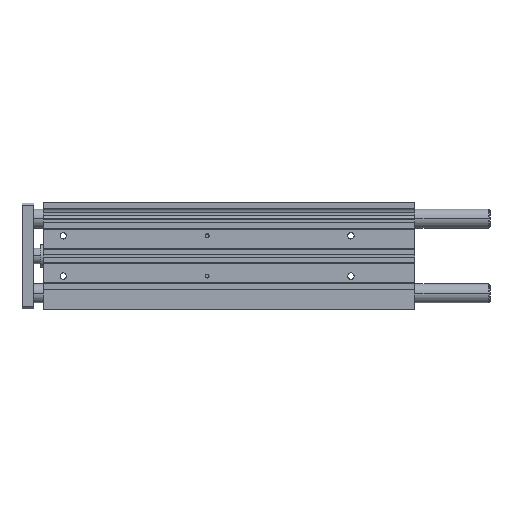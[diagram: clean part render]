
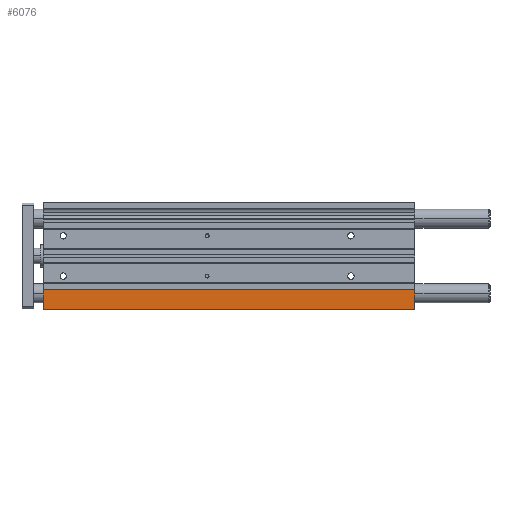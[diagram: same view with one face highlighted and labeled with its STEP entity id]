
A CAD part, top view. The second image highlights one B-rep face of the part: STEP entity #6076.
In plain terms, the highlighted planar face has unit normal (0, 0, 1).
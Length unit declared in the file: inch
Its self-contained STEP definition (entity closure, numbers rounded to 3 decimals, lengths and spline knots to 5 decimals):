
#1192 = LINE ( 'NONE', #2102, #8294 ) ;
#1200 = CARTESIAN_POINT ( 'NONE',  ( 15.25591, -1.3878, 0.94488 ) ) ;
#1207 = CARTESIAN_POINT ( 'NONE',  ( 15.25591, -1.3878, 0.94488 ) ) ;
#1313 = DIRECTION ( 'NONE',  ( 0., -1., 0. ) ) ;
#1770 = VERTEX_POINT ( 'NONE', #8934 ) ;
#2102 = CARTESIAN_POINT ( 'NONE',  ( 15.25591, -2.20472, 0.94488 ) ) ;
#2702 = ORIENTED_EDGE ( 'NONE', *, *, #9547, .F. ) ;
#2968 = VECTOR ( 'NONE', #4368, 39.37008 ) ;
#3126 = EDGE_LOOP ( 'NONE', ( #11297, #2702, #11192, #8452 ) ) ;
#3542 = EDGE_CURVE ( 'NONE', #4224, #1770, #5045, .T. ) ;
#3590 = DIRECTION ( 'NONE',  ( 0., -1., 0. ) ) ;
#3731 = CARTESIAN_POINT ( 'NONE',  ( 0., -2.20472, 0.94488 ) ) ;
#3858 = DIRECTION ( 'NONE',  ( -1., 0., 0. ) ) ;
#4224 = VERTEX_POINT ( 'NONE', #1200 ) ;
#4368 = DIRECTION ( 'NONE',  ( -1., 0., 0. ) ) ;
#5045 = LINE ( 'NONE', #5408, #2968 ) ;
#5408 = CARTESIAN_POINT ( 'NONE',  ( 15.25591, -1.3878, 0.94488 ) ) ;
#6076 = ADVANCED_FACE ( 'NONE', ( #11141 ), #7378, .F. ) ;
#6475 = EDGE_CURVE ( 'NONE', #4224, #10012, #7770, .T. ) ;
#7378 = PLANE ( 'NONE',  #10091 ) ;
#7770 = LINE ( 'NONE', #1207, #9502 ) ;
#8294 = VECTOR ( 'NONE', #3858, 39.37008 ) ;
#8297 = CARTESIAN_POINT ( 'NONE',  ( 15.25591, -2.20472, 0.94488 ) ) ;
#8452 = ORIENTED_EDGE ( 'NONE', *, *, #3542, .T. ) ;
#8909 = CARTESIAN_POINT ( 'NONE',  ( 15.25591, -1.3878, 0.94488 ) ) ;
#8934 = CARTESIAN_POINT ( 'NONE',  ( 0., -1.3878, 0.94488 ) ) ;
#9502 = VECTOR ( 'NONE', #9536, 39.37008 ) ;
#9536 = DIRECTION ( 'NONE',  ( 0., -1., 0. ) ) ;
#9547 = EDGE_CURVE ( 'NONE', #10012, #9971, #1192, .T. ) ;
#9620 = EDGE_CURVE ( 'NONE', #1770, #9971, #9639, .T. ) ;
#9639 = LINE ( 'NONE', #11464, #11211 ) ;
#9971 = VERTEX_POINT ( 'NONE', #3731 ) ;
#10012 = VERTEX_POINT ( 'NONE', #8297 ) ;
#10091 = AXIS2_PLACEMENT_3D ( 'NONE', #8909, #11088, #3590 ) ;
#11088 = DIRECTION ( 'NONE',  ( 0., 0., -1. ) ) ;
#11141 = FACE_OUTER_BOUND ( 'NONE', #3126, .T. ) ;
#11192 = ORIENTED_EDGE ( 'NONE', *, *, #6475, .F. ) ;
#11211 = VECTOR ( 'NONE', #1313, 39.37008 ) ;
#11297 = ORIENTED_EDGE ( 'NONE', *, *, #9620, .T. ) ;
#11464 = CARTESIAN_POINT ( 'NONE',  ( 0., -1.3878, 0.94488 ) ) ;
